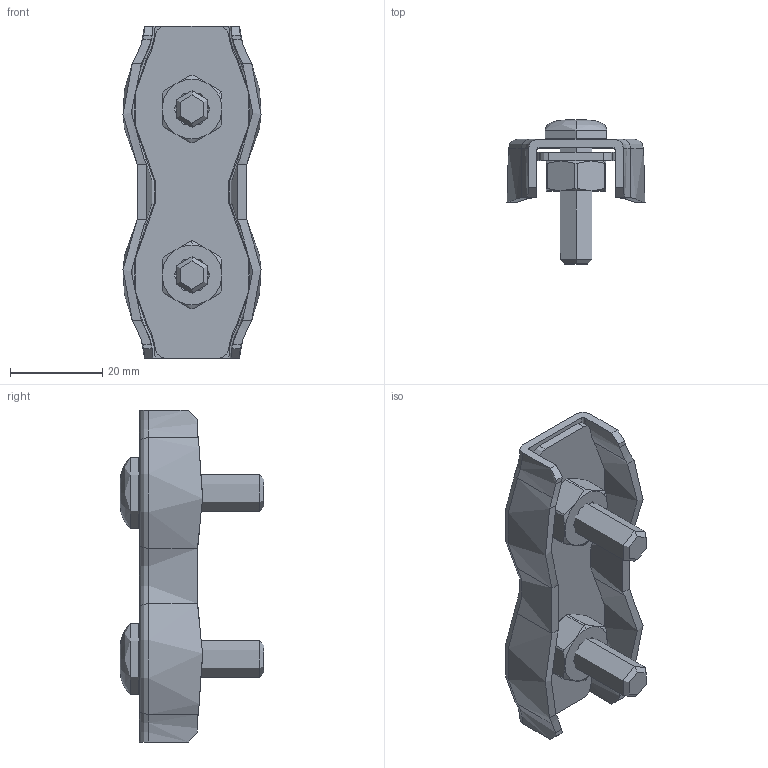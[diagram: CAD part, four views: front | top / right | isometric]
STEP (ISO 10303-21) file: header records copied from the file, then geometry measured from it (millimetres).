
FILE_DESCRIPTION (( 'STEP AP203' ), '1' );
FILE_NAME ('100063008 .step', '2021-01-13T14:28:15', ( '' ), ( '' ), 'SwSTEP 2.0', 'SolidWorks 2018', '' );
FILE_SCHEMA (( 'CONFIG_CONTROL_DESIGN' ));
Length unit declared in the file: millimetre
Products named in the file (9): 10006300X Teil2_100063008 Teil2; DIN 934 M4-M20_58321-240-8; DIN 934 M4-M20; 10006300X Teil1_100063008 Teil1; 100063008 ; 10006300X Teil2; 10006300X Teil1
Assembly tree (7 placements, depth 2):
  100063008 
    DIN 934 M4-M20
    10006300X Teil1
    DIN 934 M4-M20
  100063008 
    10006300X Teil1_100063008 Teil1
    10006300X Teil2_100063008 Teil2
    DIN 934 M4-M20_58321-240-8  x2
  10006300X Teil2
Bounding box: 29.94 x 31.2 x 72 mm (x, y, z)
Volume: 13783.2 mm3; surface area: 13850.1 mm2
Topology: 6 solids, 6 shells, 454 faces, 1170 edges, 764 vertices
Faces by surface type: bspline 153, plane 149, cylinder 80, cone 40, torus 32
Entity records: 24317 total; most frequent: CARTESIAN_POINT 14173, ORIENTED_EDGE 2170, DIRECTION 1443, EDGE_CURVE 1085, VERTEX_POINT 706, LINE 519, VECTOR 519, AXIS2_PLACEMENT_3D 462
